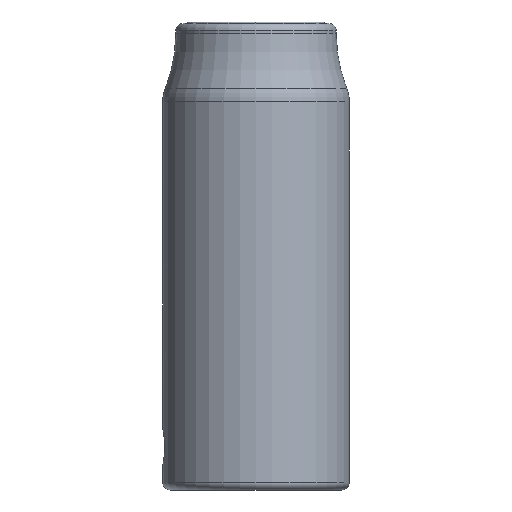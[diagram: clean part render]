
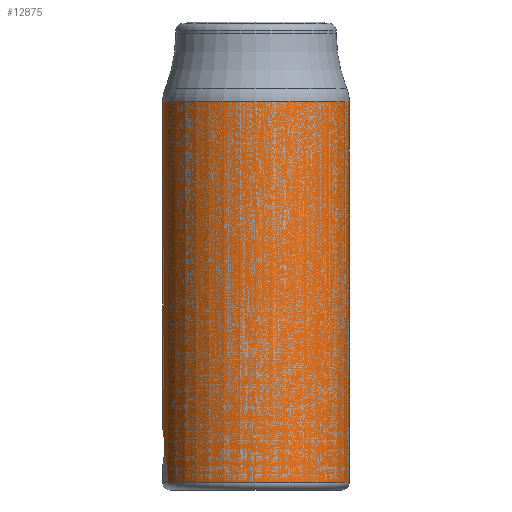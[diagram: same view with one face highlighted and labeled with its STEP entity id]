
A CAD part, left-side view. The second image highlights one B-rep face of the part: STEP entity #12875.
In plain terms, the highlighted cylindrical face has radius 12.5 mm (diameter 25 mm), a partial arc.
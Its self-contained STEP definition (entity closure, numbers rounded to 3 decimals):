
#12237=CARTESIAN_POINT('',(0.,0.,-51.993));
#12238=DIRECTION('',(0.,0.,1.));
#12239=DIRECTION('',(0.,-1.,0.));
#12240=AXIS2_PLACEMENT_3D('',#12237,#12238,#12239);
#12245=CARTESIAN_POINT('',(0.,0.,-1.));
#12246=DIRECTION('',(0.,0.,1.));
#12247=DIRECTION('',(0.,-1.,0.));
#12248=AXIS2_PLACEMENT_3D('',#12245,#12246,#12247);
#12253=CARTESIAN_POINT('',(0.,12.5,-8.3));
#12254=CARTESIAN_POINT('',(0.199,12.5,-8.3));
#12255=CARTESIAN_POINT('',(0.589,12.491,
-8.255));
#12256=CARTESIAN_POINT('',(1.173,12.449,
-8.037));
#12257=CARTESIAN_POINT('',(1.672,12.39,
-7.69));
#12258=CARTESIAN_POINT('',(2.071,12.329,
-7.244));
#12259=CARTESIAN_POINT('',(2.363,12.275,
-6.692));
#12260=CARTESIAN_POINT('',(2.506,12.246,
-6.093));
#12261=CARTESIAN_POINT('',(2.507,12.246,
-5.509));
#12262=CARTESIAN_POINT('',(2.364,12.275,
-4.909));
#12263=CARTESIAN_POINT('',(2.072,12.329,
-4.358));
#12264=CARTESIAN_POINT('',(1.675,12.39,
-3.913));
#12265=CARTESIAN_POINT('',(1.174,12.449,
-3.564));
#12266=CARTESIAN_POINT('',(0.589,12.491,
-3.345));
#12267=CARTESIAN_POINT('',(0.199,12.5,-3.3));
#12268=CARTESIAN_POINT('',(0.,12.5,-3.3));
#12297=DIRECTION('',(0.,0.,1.));
#12298=VECTOR('',#12297,43.693);
#12299=CARTESIAN_POINT('',(0.,12.5,
-51.993));
#12300=LINE('',#12299,#12298);
#12324=DIRECTION('',(0.,0.,1.));
#12325=VECTOR('',#12324,2.3);
#12326=CARTESIAN_POINT('',(0.,12.5,-3.3));
#12327=LINE('',#12326,#12325);
#12339=DIRECTION('',(0.,0.,1.));
#12340=VECTOR('',#12339,50.993);
#12341=CARTESIAN_POINT('',(0.,-12.5,
-51.993));
#12342=LINE('',#12341,#12340);
#12751=VERTEX_POINT('',#12253);
#12752=VERTEX_POINT('',#12268);
#12767=CARTESIAN_POINT('',(0.,-12.5,-1.));
#12768=CARTESIAN_POINT('',(0.,12.5,-1.));
#12769=VERTEX_POINT('',#12767);
#12770=VERTEX_POINT('',#12768);
#12795=CARTESIAN_POINT('',(0.,-12.5,-51.993));
#12796=CARTESIAN_POINT('',(0.,12.5,-51.993));
#12797=VERTEX_POINT('',#12795);
#12798=VERTEX_POINT('',#12796);
#12857=CARTESIAN_POINT('',(0.,0.,3.125));
#12858=DIRECTION('',(0.,0.,-1.));
#12859=DIRECTION('',(0.,-1.,0.));
#12860=AXIS2_PLACEMENT_3D('',#12857,#12858,#12859);
#12861=CYLINDRICAL_SURFACE('',#12860,12.5);
#12863=ORIENTED_EDGE('',*,*,#12862,.F.);
#12865=ORIENTED_EDGE('',*,*,#12864,.T.);
#12867=ORIENTED_EDGE('',*,*,#12866,.T.);
#12869=ORIENTED_EDGE('',*,*,#12868,.F.);
#12870=ORIENTED_EDGE('',*,*,#12843,.F.);
#12872=ORIENTED_EDGE('',*,*,#12871,.F.);
#12873=EDGE_LOOP('',(#12863,#12865,#12867,#12869,#12870,#12872));
#12874=FACE_OUTER_BOUND('',#12873,.F.);
#12875=ADVANCED_FACE('',(#12874),#12861,.T.);
#12241=CIRCLE('',#12240,12.5);
#12249=CIRCLE('',#12248,12.5);
#12269=B_SPLINE_CURVE_WITH_KNOTS('',3,(#12253,#12254,#12255,#12256,#12257,
#12258,#12259,#12260,#12261,#12262,#12263,#12264,#12265,#12266,#12267,#12268),
.UNSPECIFIED.,.F.,.F.,(4,1,1,1,1,1,1,1,1,1,1,1,1,4),(0.,0.077,
0.154,0.231,0.308,0.385,
0.462,0.538,0.615,0.692,
0.769,0.846,0.923,1.),.UNSPECIFIED.);
#12843=EDGE_CURVE('',#12751,#12752,#12269,.T.);
#12862=EDGE_CURVE('',#12797,#12798,#12241,.T.);
#12864=EDGE_CURVE('',#12797,#12769,#12342,.T.);
#12866=EDGE_CURVE('',#12769,#12770,#12249,.T.);
#12868=EDGE_CURVE('',#12752,#12770,#12327,.T.);
#12871=EDGE_CURVE('',#12798,#12751,#12300,.T.);
